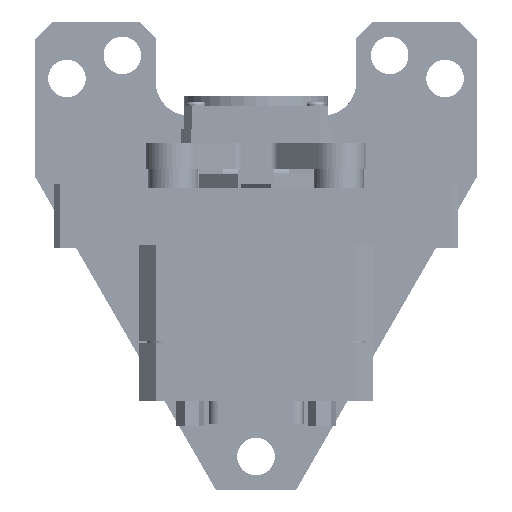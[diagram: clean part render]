
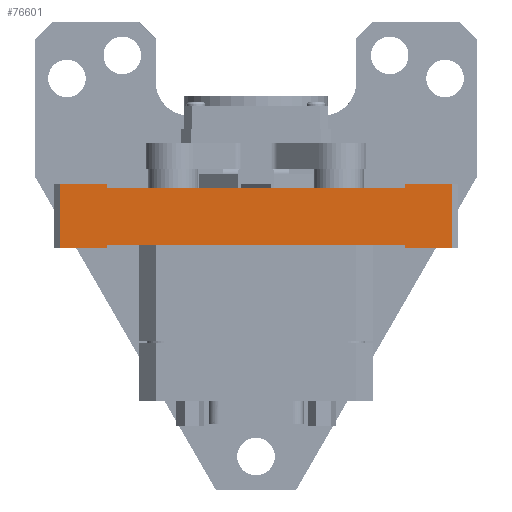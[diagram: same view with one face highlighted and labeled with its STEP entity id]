
A CAD part, front view. The second image highlights one B-rep face of the part: STEP entity #76601.
In plain terms, the highlighted planar face has unit normal (0, -1, 0).
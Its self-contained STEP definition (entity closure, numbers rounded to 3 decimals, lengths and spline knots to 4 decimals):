
#555 = CARTESIAN_POINT ( 'NONE',  ( 1.1125, -1.1251, 1.05 ) ) ;
#6892 = CARTESIAN_POINT ( 'NONE',  ( -1.1125, -1.1251, 1.05 ) ) ;
#8185 = CARTESIAN_POINT ( 'NONE',  ( 1.4625, -1.1251, 1.05 ) ) ;
#8963 = VERTEX_POINT ( 'NONE', #19599 ) ;
#10449 = CARTESIAN_POINT ( 'NONE',  ( 1.1125, -1.1251, 0.575 ) ) ;
#12778 = CARTESIAN_POINT ( 'NONE',  ( -1.4625, -1.1251, 1.025 ) ) ;
#12963 = DIRECTION ( 'NONE',  ( 1., 0., 0. ) ) ;
#14902 = EDGE_CURVE ( 'Defeatured_1694+Defeatured_16972+Defeatured_16991+Defeatured_16997', #199620, #25439, #195716, .T. ) ;
#15981 = VECTOR ( 'NONE', #90816, 39.3701 ) ;
#17554 = DIRECTION ( 'NONE',  ( 0., 0., -1. ) ) ;
#19147 = VERTEX_POINT ( 'NONE', #135933 ) ;
#19599 = CARTESIAN_POINT ( 'NONE',  ( 1.1125, -1.1251, 1.05 ) ) ;
#20795 = VECTOR ( 'NONE', #100662, 39.3701 ) ;
#24099 = ORIENTED_EDGE ( 'NONE', *, *, #27883, .T. ) ;
#24221 = EDGE_CURVE ( 'Defeatured_16972+Defeatured_16997+Defeatured_16998+Defeatured_1694', #8963, #25439, #40598, .T. ) ;
#25439 = VERTEX_POINT ( 'NONE', #160208 ) ;
#26118 = ORIENTED_EDGE ( 'NONE', *, *, #208336, .F. ) ;
#26801 = VECTOR ( 'NONE', #198527, 39.3701 ) ;
#27613 = ORIENTED_EDGE ( 'NONE', *, *, #206301, .F. ) ;
#27883 = EDGE_CURVE ( 'Defeatured_16972+Defeatured_169102+Defeatured_16992+Defeatured_16983', #45562, #19147, #177505, .T. ) ;
#29965 = DIRECTION ( 'NONE',  ( 0., 0., -1. ) ) ;
#30406 = ORIENTED_EDGE ( 'NONE', *, *, #24221, .T. ) ;
#33349 = ORIENTED_EDGE ( 'NONE', *, *, #200109, .F. ) ;
#33445 = VERTEX_POINT ( 'NONE', #8185 ) ;
#35247 = CARTESIAN_POINT ( 'NONE',  ( -1.5625, -1.1251, 0.6 ) ) ;
#36569 = CARTESIAN_POINT ( 'NONE',  ( -1.1125, -1.1251, 1.05 ) ) ;
#37550 = DIRECTION ( 'NONE',  ( 1., 0., 0. ) ) ;
#40132 = LINE ( 'NONE', #203477, #201563 ) ;
#40598 = LINE ( 'NONE', #158716, #124129 ) ;
#41638 = DIRECTION ( 'NONE',  ( 0., 0., 1. ) ) ;
#45562 = VERTEX_POINT ( 'NONE', #177830 ) ;
#49870 = FACE_OUTER_BOUND ( 'NONE', #203559, .T. ) ;
#55376 = CARTESIAN_POINT ( 'NONE',  ( 1.4625, -1.1251, 1.025 ) ) ;
#55687 = EDGE_CURVE ( 'Defeatured_16972+Defeatured_1695+Defeatured_169117+Defeatured_16984', #90165, #227339, #135785, .T. ) ;
#56858 = ORIENTED_EDGE ( 'NONE', *, *, #213442, .F. ) ;
#60386 = ORIENTED_EDGE ( 'NONE', *, *, #14902, .F. ) ;
#64422 = CARTESIAN_POINT ( 'NONE',  ( -1.1125, -1.1251, 1.025 ) ) ;
#66836 = ORIENTED_EDGE ( 'NONE', *, *, #152645, .T. ) ;
#68861 = EDGE_CURVE ( 'Defeatured_16992+Defeatured_16972+Defeatured_169102+Defeatured_16991', #45562, #71845, #165731, .T. ) ;
#71674 = VECTOR ( 'NONE', #186800, 39.3701 ) ;
#71845 = VERTEX_POINT ( 'NONE', #36569 ) ;
#75176 = LINE ( 'NONE', #129643, #100229 ) ;
#76601 = ADVANCED_FACE ( 'Defeatured_16972', ( #49870 ), #187716, .F. ) ;
#80977 = CARTESIAN_POINT ( 'NONE',  ( -1.5625, -1.1251, 1.025 ) ) ;
#84190 = VECTOR ( 'NONE', #12963, 39.3701 ) ;
#90165 = VERTEX_POINT ( 'NONE', #183780 ) ;
#90816 = DIRECTION ( 'NONE',  ( 1., 0., 0. ) ) ;
#100229 = VECTOR ( 'NONE', #113286, 39.3701 ) ;
#100270 = AXIS2_PLACEMENT_3D ( 'NONE', #80977, #153543, #154307 ) ;
#100662 = DIRECTION ( 'NONE',  ( 1., 0., 0. ) ) ;
#100767 = LINE ( 'NONE', #35247, #170615 ) ;
#105179 = LINE ( 'NONE', #6892, #71674 ) ;
#107149 = VERTEX_POINT ( 'NONE', #10449 ) ;
#111323 = DIRECTION ( 'NONE',  ( -1., 0., 0. ) ) ;
#112372 = CARTESIAN_POINT ( 'NONE',  ( -1.5125, -1.1251, 1.05 ) ) ;
#113083 = LINE ( 'NONE', #55376, #26801 ) ;
#113286 = DIRECTION ( 'NONE',  ( -1., 0., 0. ) ) ;
#118369 = CARTESIAN_POINT ( 'NONE',  ( -1.1125, -1.1251, 0.6 ) ) ;
#124129 = VECTOR ( 'NONE', #17554, 39.3701 ) ;
#128118 = ORIENTED_EDGE ( 'NONE', *, *, #55687, .T. ) ;
#129643 = CARTESIAN_POINT ( 'NONE',  ( 0.875, -1.1251, 0.6 ) ) ;
#129759 = VECTOR ( 'NONE', #231039, 39.3701 ) ;
#134382 = VERTEX_POINT ( 'NONE', #200381 ) ;
#135785 = LINE ( 'NONE', #180852, #188754 ) ;
#135933 = CARTESIAN_POINT ( 'NONE',  ( -1.4625, -1.1251, 0.575 ) ) ;
#138872 = ORIENTED_EDGE ( 'NONE', *, *, #160082, .F. ) ;
#139242 = EDGE_CURVE ( 'Defeatured_16998+Defeatured_16972+Defeatured_16997+Defeatured_169100', #8963, #33445, #222245, .T. ) ;
#144783 = CARTESIAN_POINT ( 'NONE',  ( 1.1125, -1.1251, 0.6 ) ) ;
#145640 = VERTEX_POINT ( 'NONE', #195691 ) ;
#147616 = DIRECTION ( 'NONE',  ( 0., 0., 1. ) ) ;
#150237 = EDGE_CURVE ( 'Defeatured_16972+Defeatured_169100+Defeatured_16986+Defeatured_16998', #145640, #33445, #113083, .T. ) ;
#152645 = EDGE_CURVE ( 'Defeatured_16972+Defeatured_1696+Defeatured_16982+Defeatured_169117', #185444, #134382, #100767, .T. ) ;
#153543 = DIRECTION ( 'NONE',  ( 0., 1., 0. ) ) ;
#154307 = DIRECTION ( 'NONE',  ( -1., 0., 0. ) ) ;
#155600 = VECTOR ( 'NONE', #147616, 39.3701 ) ;
#158716 = CARTESIAN_POINT ( 'NONE',  ( 1.1125, -1.1251, 1.05 ) ) ;
#160082 = EDGE_CURVE ( 'Defeatured_16983+Defeatured_16972+Defeatured_16982+Defeatured_169102', #223590, #19147, #199194, .T. ) ;
#160208 = CARTESIAN_POINT ( 'NONE',  ( 1.1125, -1.1251, 1.025 ) ) ;
#165731 = LINE ( 'NONE', #112372, #20795 ) ;
#170615 = VECTOR ( 'NONE', #37550, 39.3701 ) ;
#177287 = VECTOR ( 'NONE', #29965, 39.3701 ) ;
#177505 = LINE ( 'NONE', #12778, #177287 ) ;
#177830 = CARTESIAN_POINT ( 'NONE',  ( -1.4625, -1.1251, 1.05 ) ) ;
#178944 = CARTESIAN_POINT ( 'NONE',  ( -1.1125, -1.1251, 0.575 ) ) ;
#180852 = CARTESIAN_POINT ( 'NONE',  ( -1.5625, -1.1251, 0.6 ) ) ;
#183780 = CARTESIAN_POINT ( 'NONE',  ( 0.75, -1.1251, 0.6 ) ) ;
#184833 = ORIENTED_EDGE ( 'NONE', *, *, #204817, .T. ) ;
#185444 = VERTEX_POINT ( 'NONE', #118369 ) ;
#186115 = LINE ( 'NONE', #217588, #155600 ) ;
#186800 = DIRECTION ( 'NONE',  ( 0., 0., -1. ) ) ;
#187039 = LINE ( 'NONE', #217984, #211950 ) ;
#187716 = PLANE ( 'NONE',  #100270 ) ;
#188754 = VECTOR ( 'NONE', #197895, 39.3701 ) ;
#193342 = ORIENTED_EDGE ( 'NONE', *, *, #139242, .F. ) ;
#195691 = CARTESIAN_POINT ( 'NONE',  ( 1.4625, -1.1251, 0.575 ) ) ;
#195716 = LINE ( 'NONE', #206893, #84190 ) ;
#197895 = DIRECTION ( 'NONE',  ( 1., 0., 0. ) ) ;
#198527 = DIRECTION ( 'NONE',  ( 0., 0., 1. ) ) ;
#199194 = LINE ( 'NONE', #230274, #129759 ) ;
#199620 = VERTEX_POINT ( 'NONE', #64422 ) ;
#200109 = EDGE_CURVE ( 'Defeatured_16984+Defeatured_16972+Defeatured_16986+Defeatured_1695', #107149, #227339, #40132, .T. ) ;
#200381 = CARTESIAN_POINT ( 'NONE',  ( -0.75, -1.1251, 0.6 ) ) ;
#201563 = VECTOR ( 'NONE', #41638, 39.3701 ) ;
#203477 = CARTESIAN_POINT ( 'NONE',  ( 1.1125, -1.1251, 0.575 ) ) ;
#203559 = EDGE_LOOP ( 'NONE', ( #27613, #204551, #193342, #30406, #60386, #26118, #212205, #24099, #138872, #184833, #66836, #56858, #128118, #33349 ) ) ;
#204551 = ORIENTED_EDGE ( 'NONE', *, *, #150237, .T. ) ;
#204817 = EDGE_CURVE ( 'Defeatured_16972+Defeatured_16982+Defeatured_16983+Defeatured_1696', #223590, #185444, #186115, .T. ) ;
#206301 = EDGE_CURVE ( 'Defeatured_16986+Defeatured_16972+Defeatured_169100+Defeatured_16984', #145640, #107149, #187039, .T. ) ;
#206893 = CARTESIAN_POINT ( 'NONE',  ( -1.5625, -1.1251, 1.025 ) ) ;
#208336 = EDGE_CURVE ( 'Defeatured_16991+Defeatured_16972+Defeatured_16992+Defeatured_1694', #71845, #199620, #105179, .T. ) ;
#211950 = VECTOR ( 'NONE', #111323, 39.3701 ) ;
#212205 = ORIENTED_EDGE ( 'NONE', *, *, #68861, .F. ) ;
#213442 = EDGE_CURVE ( 'Defeatured_169117+Defeatured_16972+Defeatured_169121+Defeatured_169119', #90165, #134382, #75176, .T. ) ;
#217588 = CARTESIAN_POINT ( 'NONE',  ( -1.1125, -1.1251, 0.575 ) ) ;
#217984 = CARTESIAN_POINT ( 'NONE',  ( 1.5125, -1.1251, 0.575 ) ) ;
#222245 = LINE ( 'NONE', #555, #15981 ) ;
#223590 = VERTEX_POINT ( 'NONE', #178944 ) ;
#227339 = VERTEX_POINT ( 'NONE', #144783 ) ;
#230274 = CARTESIAN_POINT ( 'NONE',  ( -1.5125, -1.1251, 0.575 ) ) ;
#231039 = DIRECTION ( 'NONE',  ( -1., 0., 0. ) ) ;
